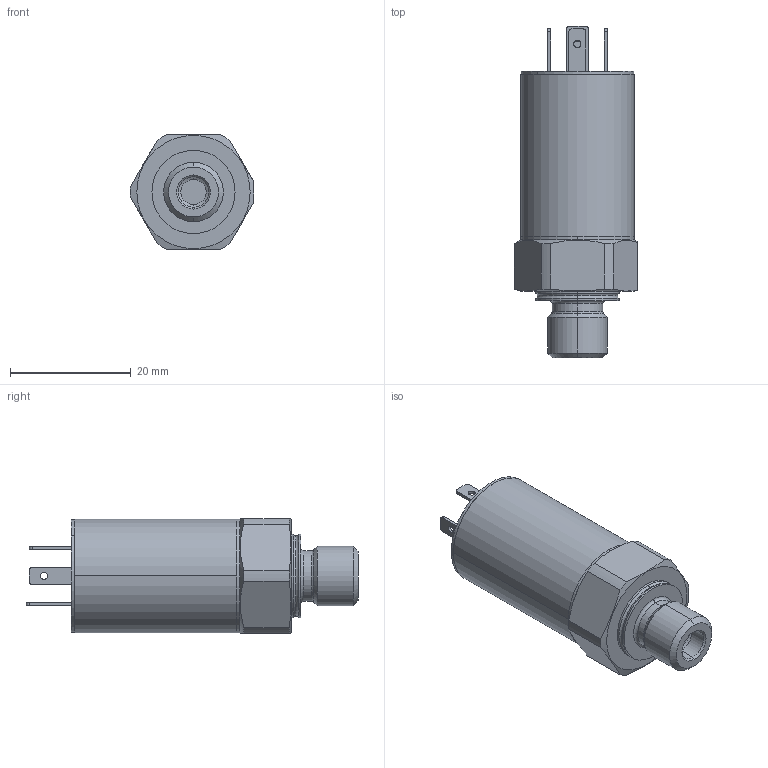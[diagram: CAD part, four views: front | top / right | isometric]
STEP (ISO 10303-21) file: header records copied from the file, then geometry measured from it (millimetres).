
FILE_DESCRIPTION (( 'STEP AP214' ), '1' );
FILE_NAME ('825X.XX.XX.32.01.STEP', '2017-06-27T04:51:26', ( 'upgadmin' ), ( 'Hewlett-Packard Company' ), 'SwSTEP 2.0', 'SolidWorks 2016', '' );
FILE_SCHEMA (( 'AUTOMOTIVE_DESIGN' ));
Length unit declared in the file: millimetre
Products named in the file (18): C22588; C22587; C22589; C24141_32; C21542_defeatured; 825X.XX.XX.32.01; Mini_DIN_01_C22593; C22592_Einbau; K31605; C22588_C22588; C22587_C22587; C22589_C22589; C24141_32_C24141; C22592
Assembly tree (10 placements, depth 3):
  C22588
  C22587
  C22589
  C24141_32
  C21542_defeatured
Bounding box: 20.5 x 55.1 x 19 mm (x, y, z)
Volume: 12275.2 mm3; surface area: 6039.5 mm2
Topology: 9 solids, 9 shells, 530 faces, 1371 edges, 880 vertices
Faces by surface type: plane 300, cylinder 152, bspline 46, cone 22, torus 10
Entity records: 17482 total; most frequent: CARTESIAN_POINT 5450, ORIENTED_EDGE 2442, DIRECTION 2293, EDGE_CURVE 1221, VECTOR 819, LINE 819, VERTEX_POINT 780, AXIS2_PLACEMENT_3D 737
